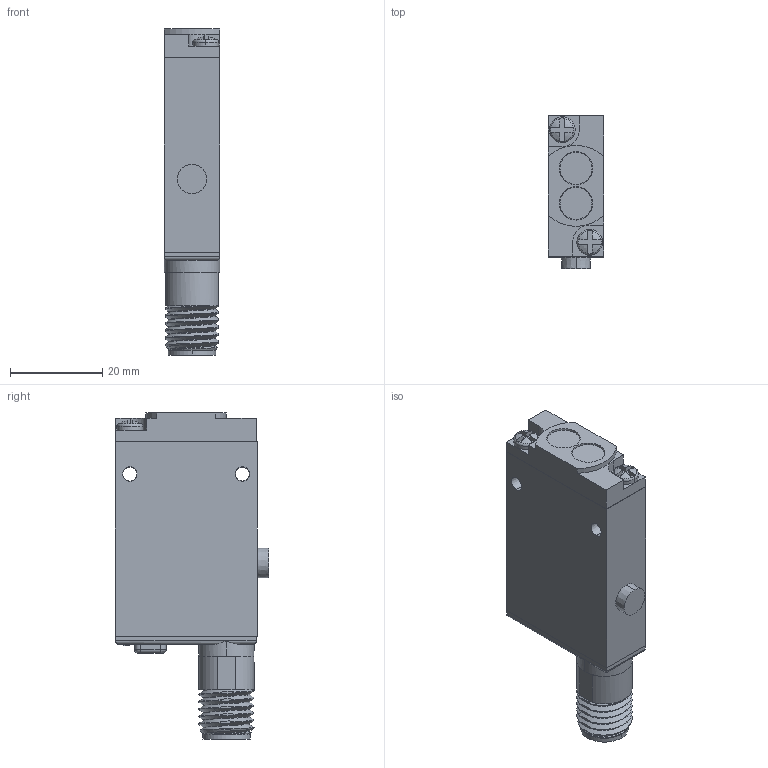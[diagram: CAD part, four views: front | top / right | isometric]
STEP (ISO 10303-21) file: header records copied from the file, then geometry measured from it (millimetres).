
FILE_DESCRIPTION((''),'2;1');
FILE_NAME('155296_SM01_ASM','2025-10-10T15:19:57',('banengservice'),('BANNER ENGINEERING'),'CREO PARAMETRIC BY PTC INC, 2022414','CREO PARAMETRIC BY PTC INC, 2022414','');
FILE_SCHEMA(('CONFIG_CONTROL_DESIGN'));
Length unit declared in the file: millimetre
Products named in the file (2): 155296_EP01; 155296_SM01_ASM
Assembly tree (1 placements, depth 2):
  155296_SM01_ASM
    155296_EP01
Bounding box: 12.04 x 33.32 x 70.76 mm (x, y, z)
Volume: 19815 mm3; surface area: 6720.2 mm2
Topology: 1 solids, 1 shells, 292 faces, 755 edges, 488 vertices
Faces by surface type: plane 174, cylinder 70, bspline 20, cone 12, sphere 12, torus 4
Entity records: 13357 total; most frequent: CARTESIAN_POINT 6236, ORIENTED_EDGE 1502, DIRECTION 1411, EDGE_CURVE 751, VERTEX_POINT 488, AXIS2_PLACEMENT_3D 472, VECTOR 467, LINE 467
